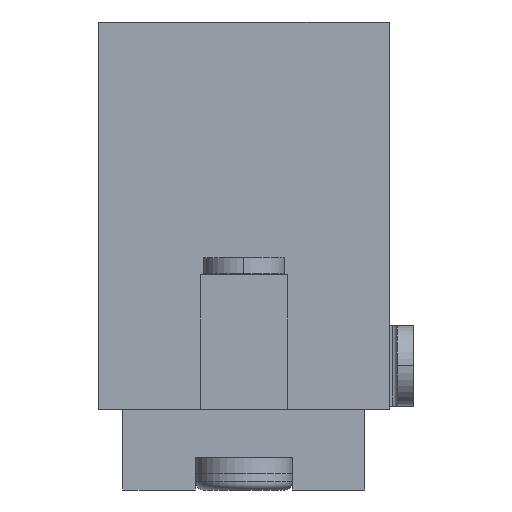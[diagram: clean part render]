
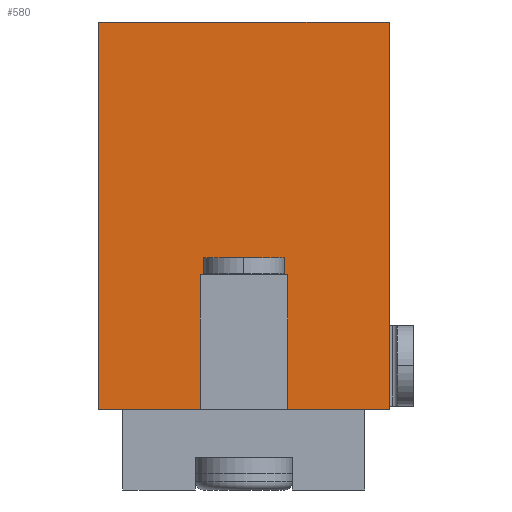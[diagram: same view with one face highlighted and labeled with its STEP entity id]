
A CAD part, front view. The second image highlights one B-rep face of the part: STEP entity #580.
In plain terms, the highlighted planar face has unit normal (0, -1, 0).
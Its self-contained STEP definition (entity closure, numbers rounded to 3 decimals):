
#77 = CARTESIAN_POINT ( 'NONE',  ( 3.149, 0., 1.5 ) ) ;
#180 = LINE ( 'NONE', #2681, #1121 ) ;
#223 = EDGE_CURVE ( 'NONE', #325, #999, #2926, .T. ) ;
#290 = CARTESIAN_POINT ( 'NONE',  ( 9., 0., 13.5 ) ) ;
#325 = VERTEX_POINT ( 'NONE', #2366 ) ;
#418 = ORIENTED_EDGE ( 'NONE', *, *, #961, .F. ) ;
#426 = ORIENTED_EDGE ( 'NONE', *, *, #2755, .F. ) ;
#487 = VERTEX_POINT ( 'NONE', #695 ) ;
#504 = CARTESIAN_POINT ( 'NONE',  ( 0., 0., 1.5 ) ) ;
#527 = DIRECTION ( 'NONE',  ( 0., 1., 0. ) ) ;
#568 = VERTEX_POINT ( 'NONE', #77 ) ;
#580 = ADVANCED_FACE ( 'NONE', ( #2612 ), #1005, .F. ) ;
#606 = VECTOR ( 'NONE', #761, 1000. ) ;
#609 = EDGE_CURVE ( 'NONE', #568, #689, #180, .T. ) ;
#689 = VERTEX_POINT ( 'NONE', #2701 ) ;
#695 = CARTESIAN_POINT ( 'NONE',  ( 9., 0., 1.5 ) ) ;
#739 = LINE ( 'NONE', #2496, #2562 ) ;
#755 = DIRECTION ( 'NONE',  ( -1., 0., 0. ) ) ;
#761 = DIRECTION ( 'NONE',  ( 0., 0., 1. ) ) ;
#781 = VERTEX_POINT ( 'NONE', #1778 ) ;
#830 = DIRECTION ( 'NONE',  ( 0., 0., -1. ) ) ;
#881 = EDGE_LOOP ( 'NONE', ( #2973, #1999, #2753, #426, #418, #1123, #2790, #1454 ) ) ;
#961 = EDGE_CURVE ( 'NONE', #487, #2853, #3008, .T. ) ;
#999 = VERTEX_POINT ( 'NONE', #290 ) ;
#1005 = PLANE ( 'NONE',  #2613 ) ;
#1049 = DIRECTION ( 'NONE',  ( 0., 0., -1. ) ) ;
#1107 = EDGE_CURVE ( 'NONE', #325, #689, #2240, .T. ) ;
#1121 = VECTOR ( 'NONE', #1266, 1000. ) ;
#1123 = ORIENTED_EDGE ( 'NONE', *, *, #1920, .F. ) ;
#1160 = DIRECTION ( 'NONE',  ( 1., 0., 0. ) ) ;
#1266 = DIRECTION ( 'NONE',  ( -1., 0., 0. ) ) ;
#1352 = EDGE_CURVE ( 'NONE', #2041, #781, #1619, .T. ) ;
#1356 = CARTESIAN_POINT ( 'NONE',  ( 5.851, 0., 5.666 ) ) ;
#1369 = DIRECTION ( 'NONE',  ( -1., 0., 0. ) ) ;
#1454 = ORIENTED_EDGE ( 'NONE', *, *, #1107, .T. ) ;
#1566 = VECTOR ( 'NONE', #1049, 1000. ) ;
#1606 = CARTESIAN_POINT ( 'NONE',  ( 3.149, 0., 5.666 ) ) ;
#1619 = LINE ( 'NONE', #1606, #1772 ) ;
#1726 = CARTESIAN_POINT ( 'NONE',  ( 0., 0., 13.5 ) ) ;
#1762 = CARTESIAN_POINT ( 'NONE',  ( 0., 0., 13.5 ) ) ;
#1772 = VECTOR ( 'NONE', #1369, 1000. ) ;
#1778 = CARTESIAN_POINT ( 'NONE',  ( 3.149, 0., 5.666 ) ) ;
#1920 = EDGE_CURVE ( 'NONE', #999, #487, #1968, .T. ) ;
#1968 = LINE ( 'NONE', #2475, #1566 ) ;
#1999 = ORIENTED_EDGE ( 'NONE', *, *, #2365, .F. ) ;
#2003 = CARTESIAN_POINT ( 'NONE',  ( 5.851, 0., 1.5 ) ) ;
#2041 = VERTEX_POINT ( 'NONE', #1356 ) ;
#2148 = VECTOR ( 'NONE', #1160, 1000. ) ;
#2212 = DIRECTION ( 'NONE',  ( 0., 0., 1. ) ) ;
#2240 = LINE ( 'NONE', #1762, #2955 ) ;
#2268 = CARTESIAN_POINT ( 'NONE',  ( 5.851, 0., 1.5 ) ) ;
#2365 = EDGE_CURVE ( 'NONE', #781, #568, #739, .T. ) ;
#2366 = CARTESIAN_POINT ( 'NONE',  ( 0., 0., 13.5 ) ) ;
#2475 = CARTESIAN_POINT ( 'NONE',  ( 9., 0., 13.5 ) ) ;
#2484 = DIRECTION ( 'NONE',  ( 0., 0., -1. ) ) ;
#2496 = CARTESIAN_POINT ( 'NONE',  ( 3.149, 0., 1.5 ) ) ;
#2538 = CARTESIAN_POINT ( 'NONE',  ( 0., 0., 13.5 ) ) ;
#2562 = VECTOR ( 'NONE', #830, 1000. ) ;
#2576 = VECTOR ( 'NONE', #755, 1000. ) ;
#2578 = LINE ( 'NONE', #2003, #606 ) ;
#2612 = FACE_OUTER_BOUND ( 'NONE', #881, .T. ) ;
#2613 = AXIS2_PLACEMENT_3D ( 'NONE', #1726, #527, #2212 ) ;
#2681 = CARTESIAN_POINT ( 'NONE',  ( 0., 0., 1.5 ) ) ;
#2701 = CARTESIAN_POINT ( 'NONE',  ( 0., 0., 1.5 ) ) ;
#2753 = ORIENTED_EDGE ( 'NONE', *, *, #1352, .F. ) ;
#2755 = EDGE_CURVE ( 'NONE', #2853, #2041, #2578, .T. ) ;
#2790 = ORIENTED_EDGE ( 'NONE', *, *, #223, .F. ) ;
#2853 = VERTEX_POINT ( 'NONE', #2268 ) ;
#2926 = LINE ( 'NONE', #2538, #2148 ) ;
#2955 = VECTOR ( 'NONE', #2484, 1000. ) ;
#2973 = ORIENTED_EDGE ( 'NONE', *, *, #609, .F. ) ;
#3008 = LINE ( 'NONE', #504, #2576 ) ;
